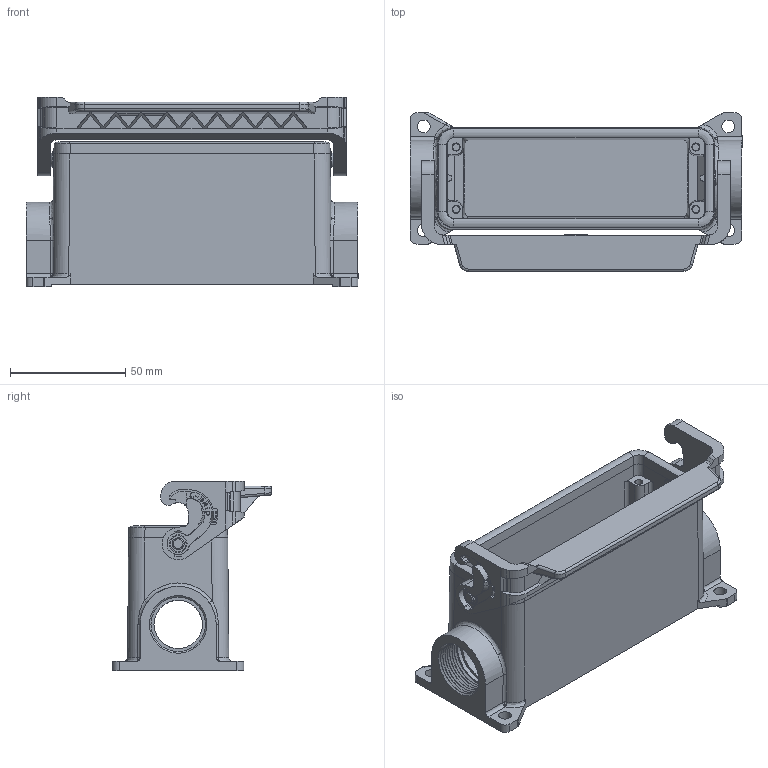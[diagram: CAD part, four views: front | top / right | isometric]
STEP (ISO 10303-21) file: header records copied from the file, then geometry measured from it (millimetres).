
FILE_DESCRIPTION(('Creo Elements/Direct Modeling STEP Export'),'2;1');
FILE_NAME('37jbk2e5ph56llq3060','2023-03-02T10:26:45',(''),(''),'Creo Elements/Direct Modeling STEP processor for AP214 (Solid Model)','Creo Elements/Direct Modeling 20.1B 02-Apr-2019 (C) Parametric Technology GmbH','');
FILE_SCHEMA(('AUTOMOTIVE_DESIGN { 1 0 10303 214 1 1 1 1 }'));
Products named in the file (2): MLP 24 L225
Assembly tree (1 placements, depth 2):
  MLP 24 L225
    MLP 24 L225
Bounding box: 144 x 69 x 82 mm (x, y, z)
Volume: 131060.6 mm3; surface area: 71081.9 mm2
Topology: 1 solids, 1 shells, 1128 faces, 2995 edges, 1924 vertices
Faces by surface type: plane 651, cylinder 299, cone 94, torus 46, bspline 38
Entity records: 51195 total; most frequent: CARTESIAN_POINT 14726, ORIENTED_EDGE 5990, DIRECTION 5355, EDGE_CURVE 2995, VECTOR 2051, LINE 2051, VERTEX_POINT 1924, AXIS2_PLACEMENT_3D 1652
